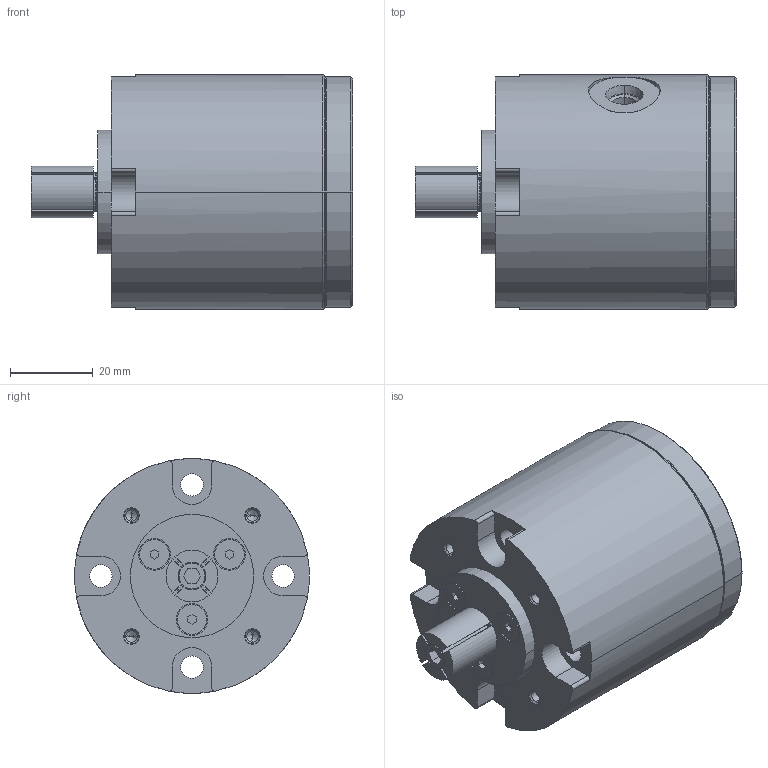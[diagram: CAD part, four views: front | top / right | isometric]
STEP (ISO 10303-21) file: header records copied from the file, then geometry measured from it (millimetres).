
FILE_DESCRIPTION((''),'2;1');
FILE_NAME('ILC15520600','2022-10-05T13:32:26',('Asawyer'),(''),'CREO PARAMETRIC BY PTC INC, 2021164','CREO PARAMETRIC BY PTC INC, 2021164','');
FILE_SCHEMA(('AUTOMOTIVE_DESIGN { 1 0 10303 214 1 1 1 1 }'));
Length unit declared in the file: inch
Products named in the file (1): ILC15520600
Bounding box: 77.5 x 56.64 x 56.64 mm (x, y, z)
Volume: 140000.9 mm3; surface area: 24458.4 mm2
Topology: 1 solids, 13 shells, 266 faces, 654 edges, 422 vertices
Faces by surface type: cylinder 116, plane 96, cone 44, torus 10
Entity records: 8614 total; most frequent: DIRECTION 1612, CARTESIAN_POINT 1572, ORIENTED_EDGE 1224, EDGE_CURVE 642, AXIS2_PLACEMENT_3D 633, VERTEX_POINT 422, VECTOR 343, LINE 343
